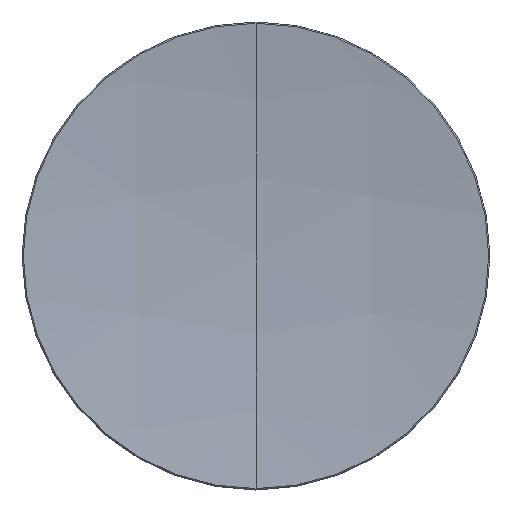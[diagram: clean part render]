
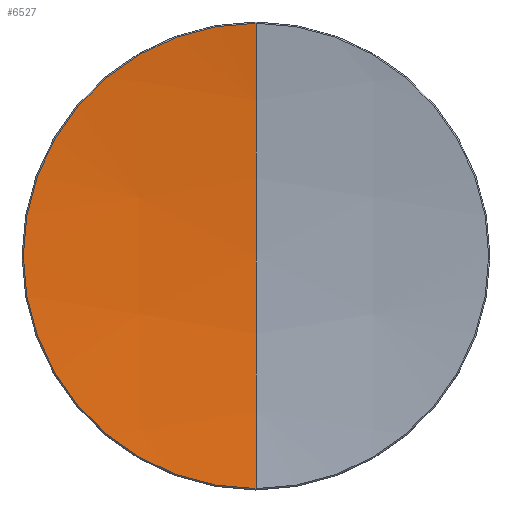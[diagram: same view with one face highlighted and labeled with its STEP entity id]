
A CAD part, top view. The second image highlights one B-rep face of the part: STEP entity #6527.
In plain terms, the highlighted spherical face has radius 300 mm.
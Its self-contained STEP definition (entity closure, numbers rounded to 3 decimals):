
#87 = CARTESIAN_POINT ( 'NONE',  ( -37.302, 0., 8.328 ) ) ;
#105 = AXIS2_PLACEMENT_3D ( 'NONE', #111, #135, #122 ) ;
#111 = CARTESIAN_POINT ( 'NONE',  ( 0., 0., 8.328 ) ) ;
#121 = FACE_OUTER_BOUND ( 'NONE', #6385, .T. ) ;
#122 = DIRECTION ( 'NONE',  ( 1., 0., 0. ) ) ;
#135 = DIRECTION ( 'NONE',  ( 0., 0., 1. ) ) ;
#185 = CIRCLE ( 'NONE', #105, 37.302 ) ;
#236 = DIRECTION ( 'NONE',  ( 1., 0., 0. ) ) ;
#237 = CARTESIAN_POINT ( 'NONE',  ( 0., -37.302, 8.328 ) ) ;
#251 = CARTESIAN_POINT ( 'NONE',  ( 0., 0., 306. ) ) ;
#261 = CARTESIAN_POINT ( 'NONE',  ( 0., 0., 306. ) ) ;
#262 = DIRECTION ( 'NONE',  ( 0., 1., 0. ) ) ;
#278 = CARTESIAN_POINT ( 'NONE',  ( 0., 0., 306. ) ) ;
#295 = DIRECTION ( 'NONE',  ( -1., 0., 0. ) ) ;
#300 = CARTESIAN_POINT ( 'NONE',  ( 0., 0., 6. ) ) ;
#301 = CIRCLE ( 'NONE', #326, 300. ) ;
#302 = CIRCLE ( 'NONE', #352, 300. ) ;
#314 = SPHERICAL_SURFACE ( 'NONE', #336, 300. ) ;
#325 = DIRECTION ( 'NONE',  ( 1., 0., 0. ) ) ;
#326 = AXIS2_PLACEMENT_3D ( 'NONE', #261, #295, #340 ) ;
#327 = DIRECTION ( 'NONE',  ( 0., 1., 0. ) ) ;
#336 = AXIS2_PLACEMENT_3D ( 'NONE', #278, #325, #262 ) ;
#340 = DIRECTION ( 'NONE',  ( 0., 0., 1. ) ) ;
#352 = AXIS2_PLACEMENT_3D ( 'NONE', #251, #236, #327 ) ;
#6361 = ORIENTED_EDGE ( 'NONE', *, *, #6532, .F. ) ;
#6365 = VERTEX_POINT ( 'NONE', #8186 ) ;
#6368 = EDGE_CURVE ( 'NONE', #6520, #6529, #8138, .T. ) ;
#6369 = ORIENTED_EDGE ( 'NONE', *, *, #6531, .T. ) ;
#6385 = EDGE_LOOP ( 'NONE', ( #6528, #6530, #6369, #6361 ) ) ;
#6520 = VERTEX_POINT ( 'NONE', #87 ) ;
#6526 = EDGE_CURVE ( 'NONE', #6365, #6520, #185, .T. ) ;
#6527 = ADVANCED_FACE ( 'NONE', ( #121 ), #314, .F. ) ;
#6528 = ORIENTED_EDGE ( 'NONE', *, *, #6526, .T. ) ;
#6529 = VERTEX_POINT ( 'NONE', #237 ) ;
#6530 = ORIENTED_EDGE ( 'NONE', *, *, #6368, .T. ) ;
#6531 = EDGE_CURVE ( 'NONE', #6529, #6533, #302, .T. ) ;
#6532 = EDGE_CURVE ( 'NONE', #6365, #6533, #301, .T. ) ;
#6533 = VERTEX_POINT ( 'NONE', #300 ) ;
#8078 = DIRECTION ( 'NONE',  ( 1., 0., 0. ) ) ;
#8079 = DIRECTION ( 'NONE',  ( 0., 0., 1. ) ) ;
#8080 = AXIS2_PLACEMENT_3D ( 'NONE', #8083, #8079, #8078 ) ;
#8083 = CARTESIAN_POINT ( 'NONE',  ( 0., 0., 8.328 ) ) ;
#8138 = CIRCLE ( 'NONE', #8080, 37.302 ) ;
#8186 = CARTESIAN_POINT ( 'NONE',  ( 0., 37.302, 8.328 ) ) ;
